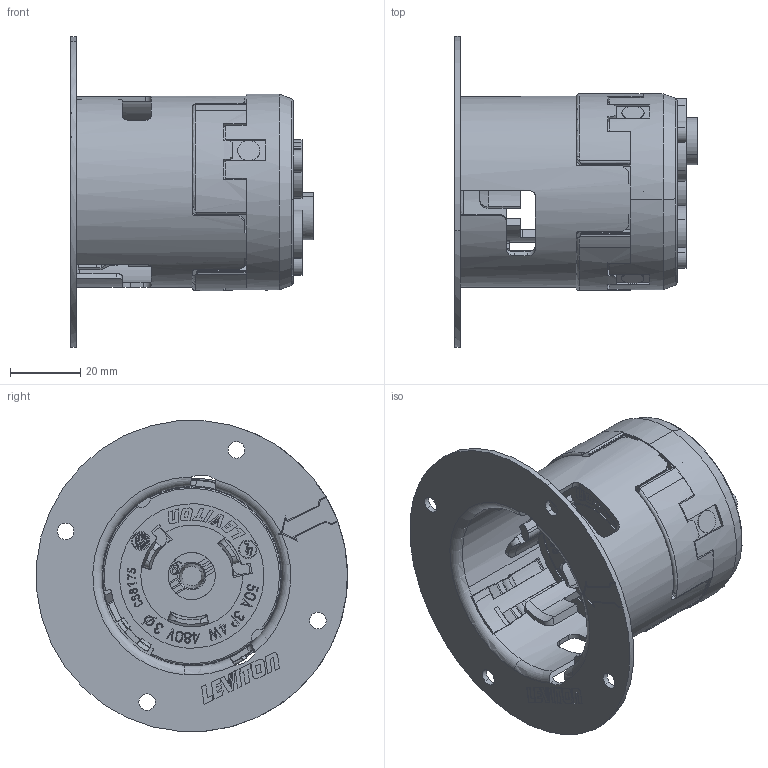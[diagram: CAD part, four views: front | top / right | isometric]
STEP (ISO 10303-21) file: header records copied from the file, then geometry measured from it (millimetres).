
FILE_DESCRIPTION (( 'STEP AP214' ), '1' );
FILE_NAME ('CATSTD-0CS81-075-M01.STEP', '2022-07-26T14:03:45', ( '' ), ( '' ), 'SwSTEP 2.0', 'SolidWorks 2020', '' );
FILE_SCHEMA (( 'AUTOMOTIVE_DESIGN' ));
Length unit declared in the file: inch
Products named in the file (1): CATSTD-0CS81-075-M01
Bounding box: 69.18 x 88.75 x 88.63 mm (x, y, z)
Volume: 95172.6 mm3; surface area: 36748.6 mm2
Topology: 1 solids, 1 shells, 1142 faces, 3185 edges, 2097 vertices
Faces by surface type: plane 733, cylinder 336, torus 42, cone 25, bspline 6
Full cylindrical faces by diameter (mm): 54.585 x1
Entity records: 53130 total; most frequent: CARTESIAN_POINT 8948, ORIENTED_EDGE 6366, DIRECTION 5998, EDGE_CURVE 3183, VERTEX_POINT 2096, LINE 2068, VECTOR 2068, AXIS2_PLACEMENT_3D 1965
